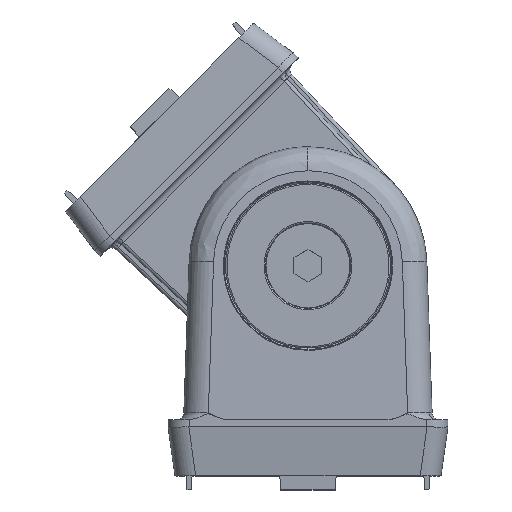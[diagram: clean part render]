
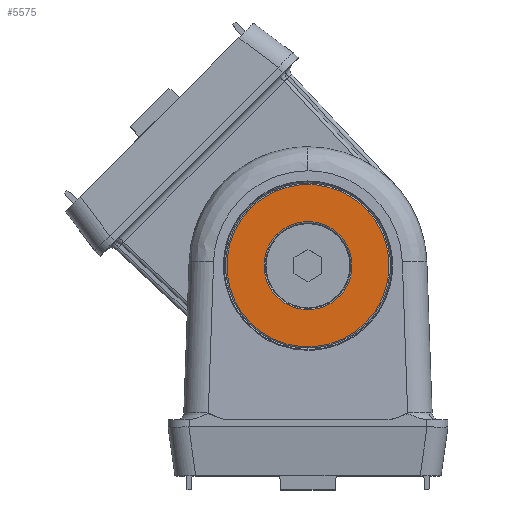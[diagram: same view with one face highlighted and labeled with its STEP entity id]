
A CAD part, top view. The second image highlights one B-rep face of the part: STEP entity #5575.
In plain terms, the highlighted planar face has unit normal (0, 0, 1).
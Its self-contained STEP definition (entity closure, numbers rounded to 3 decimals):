
#634 = EDGE_CURVE ( 'NONE', #11566, #9676, #3954, .T. ) ;
#1893 = DIRECTION ( 'NONE',  ( 0., 0., -1. ) ) ;
#2853 = EDGE_LOOP ( 'NONE', ( #9436, #15377 ) ) ;
#3134 = CARTESIAN_POINT ( 'NONE',  ( 0., 22., 19.571 ) ) ;
#3954 = CIRCLE ( 'NONE', #17410, 11.6 ) ;
#3967 = CARTESIAN_POINT ( 'NONE',  ( 8.202, 13.798, 19.571 ) ) ;
#4069 = PLANE ( 'NONE',  #16888 ) ;
#4608 = CARTESIAN_POINT ( 'NONE',  ( 0., 22., 19.571 ) ) ;
#5575 = ADVANCED_FACE ( 'NONE', ( #7384, #16039 ), #4069, .T. ) ;
#6427 = CARTESIAN_POINT ( 'NONE',  ( 0., 22., 19.571 ) ) ;
#7384 = FACE_BOUND ( 'NONE', #2853, .T. ) ;
#7794 = ORIENTED_EDGE ( 'NONE', *, *, #634, .T. ) ;
#9436 = ORIENTED_EDGE ( 'NONE', *, *, #16075, .T. ) ;
#9676 = VERTEX_POINT ( 'NONE', #14407 ) ;
#9876 = DIRECTION ( 'NONE',  ( 0., 0., 1. ) ) ;
#10335 = CARTESIAN_POINT ( 'NONE',  ( 0., 22., 19.571 ) ) ;
#11030 = AXIS2_PLACEMENT_3D ( 'NONE', #18820, #1893, #15498 ) ;
#11367 = ORIENTED_EDGE ( 'NONE', *, *, #16999, .T. ) ;
#11428 = EDGE_CURVE ( 'NONE', #13083, #18270, #20604, .T. ) ;
#11566 = VERTEX_POINT ( 'NONE', #3967 ) ;
#11893 = DIRECTION ( 'NONE',  ( 0., 0., 1. ) ) ;
#13083 = VERTEX_POINT ( 'NONE', #14336 ) ;
#13299 = AXIS2_PLACEMENT_3D ( 'NONE', #10335, #11893, #13328 ) ;
#13328 = DIRECTION ( 'NONE',  ( 0.707, -0.707, 0. ) ) ;
#13836 = EDGE_LOOP ( 'NONE', ( #7794, #11367 ) ) ;
#14336 = CARTESIAN_POINT ( 'NONE',  ( -4.455, 26.455, 19.571 ) ) ;
#14407 = CARTESIAN_POINT ( 'NONE',  ( -8.202, 30.202, 19.571 ) ) ;
#15377 = ORIENTED_EDGE ( 'NONE', *, *, #11428, .T. ) ;
#15405 = CIRCLE ( 'NONE', #18235, 6.3 ) ;
#15498 = DIRECTION ( 'NONE',  ( 0.707, -0.707, 0. ) ) ;
#16039 = FACE_OUTER_BOUND ( 'NONE', #13836, .T. ) ;
#16075 = EDGE_CURVE ( 'NONE', #18270, #13083, #15405, .T. ) ;
#16227 = CARTESIAN_POINT ( 'NONE',  ( 4.455, 17.545, 19.571 ) ) ;
#16861 = DIRECTION ( 'NONE',  ( 0.707, -0.707, 0. ) ) ;
#16888 = AXIS2_PLACEMENT_3D ( 'NONE', #4608, #19909, #18137 ) ;
#16999 = EDGE_CURVE ( 'NONE', #9676, #11566, #17214, .T. ) ;
#17085 = DIRECTION ( 'NONE',  ( 0., 0., -1. ) ) ;
#17214 = CIRCLE ( 'NONE', #13299, 11.6 ) ;
#17410 = AXIS2_PLACEMENT_3D ( 'NONE', #3134, #9876, #21421 ) ;
#18137 = DIRECTION ( 'NONE',  ( -0.707, -0.707, 0. ) ) ;
#18235 = AXIS2_PLACEMENT_3D ( 'NONE', #6427, #17085, #16861 ) ;
#18270 = VERTEX_POINT ( 'NONE', #16227 ) ;
#18820 = CARTESIAN_POINT ( 'NONE',  ( 0., 22., 19.571 ) ) ;
#19909 = DIRECTION ( 'NONE',  ( 0., 0., 1. ) ) ;
#20604 = CIRCLE ( 'NONE', #11030, 6.3 ) ;
#21421 = DIRECTION ( 'NONE',  ( 0.707, -0.707, 0. ) ) ;
